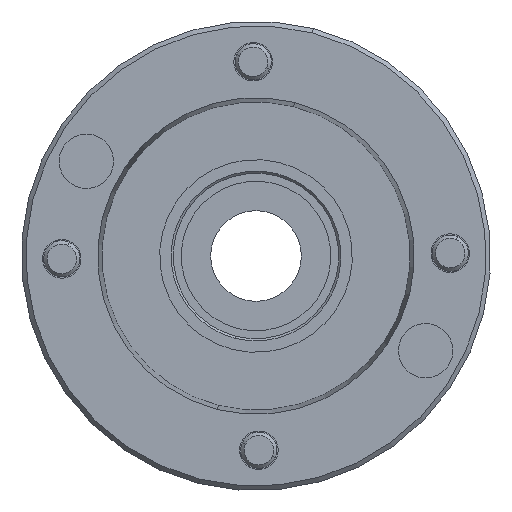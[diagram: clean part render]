
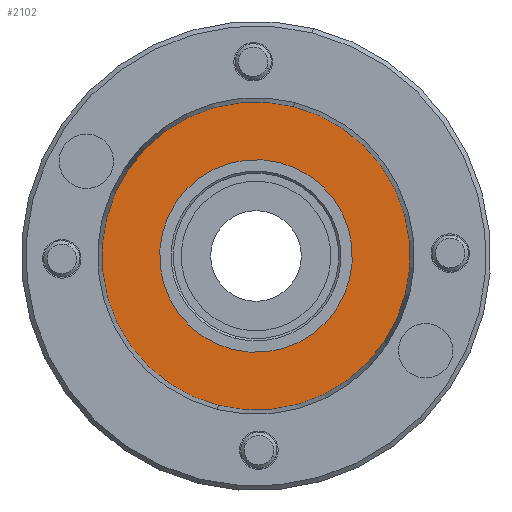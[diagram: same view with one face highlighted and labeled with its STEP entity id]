
A CAD part, left-side view. The second image highlights one B-rep face of the part: STEP entity #2102.
In plain terms, the highlighted planar face has unit normal (-1, 0, 0).
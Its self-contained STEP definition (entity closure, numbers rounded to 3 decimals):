
#118 = CIRCLE ( 'NONE', #176, 68. ) ;
#176 = AXIS2_PLACEMENT_3D ( 'NONE', #10131, #5388, #632 ) ;
#240 = DIRECTION ( 'NONE',  ( 0., 0., 1. ) ) ;
#546 = CARTESIAN_POINT ( 'NONE',  ( 18., 0., -42.5 ) ) ;
#632 = DIRECTION ( 'NONE',  ( 0., 0., 1. ) ) ;
#710 = EDGE_LOOP ( 'NONE', ( #1199, #8970 ) ) ;
#972 = CIRCLE ( 'NONE', #7694, 42.5 ) ;
#1016 = DIRECTION ( 'NONE',  ( -1., 0., 0. ) ) ;
#1199 = ORIENTED_EDGE ( 'NONE', *, *, #3746, .T. ) ;
#1410 = CARTESIAN_POINT ( 'NONE',  ( 18., 0., -68. ) ) ;
#2102 = ADVANCED_FACE ( 'NONE', ( #7061, #6796 ), #9756, .F. ) ;
#2803 = ORIENTED_EDGE ( 'NONE', *, *, #3426, .F. ) ;
#3289 = VERTEX_POINT ( 'NONE', #10004 ) ;
#3318 = DIRECTION ( 'NONE',  ( -1., 0., 0. ) ) ;
#3426 = EDGE_CURVE ( 'NONE', #9219, #3289, #6216, .T. ) ;
#3702 = CIRCLE ( 'NONE', #7775, 68. ) ;
#3746 = EDGE_CURVE ( 'NONE', #4751, #8617, #3702, .T. ) ;
#4144 = AXIS2_PLACEMENT_3D ( 'NONE', #6614, #8986, #4231 ) ;
#4231 = DIRECTION ( 'NONE',  ( 0., 0., -1. ) ) ;
#4751 = VERTEX_POINT ( 'NONE', #9722 ) ;
#4850 = EDGE_LOOP ( 'NONE', ( #5504, #2803 ) ) ;
#5015 = DIRECTION ( 'NONE',  ( -1., 0., 0. ) ) ;
#5117 = EDGE_CURVE ( 'NONE', #8617, #4751, #118, .T. ) ;
#5388 = DIRECTION ( 'NONE',  ( -1., 0., 0. ) ) ;
#5504 = ORIENTED_EDGE ( 'NONE', *, *, #9581, .F. ) ;
#5781 = CARTESIAN_POINT ( 'NONE',  ( 18., 0., 0. ) ) ;
#6216 = CIRCLE ( 'NONE', #6895, 42.5 ) ;
#6593 = DIRECTION ( 'NONE',  ( 0., 0., 1. ) ) ;
#6614 = CARTESIAN_POINT ( 'NONE',  ( 18., 68., 0. ) ) ;
#6796 = FACE_OUTER_BOUND ( 'NONE', #710, .T. ) ;
#6895 = AXIS2_PLACEMENT_3D ( 'NONE', #5781, #1016, #6593 ) ;
#7061 = FACE_BOUND ( 'NONE', #4850, .T. ) ;
#7694 = AXIS2_PLACEMENT_3D ( 'NONE', #8092, #3318, #8865 ) ;
#7775 = AXIS2_PLACEMENT_3D ( 'NONE', #9750, #5015, #240 ) ;
#8092 = CARTESIAN_POINT ( 'NONE',  ( 18., 0., 0. ) ) ;
#8617 = VERTEX_POINT ( 'NONE', #1410 ) ;
#8865 = DIRECTION ( 'NONE',  ( 0., 0., 1. ) ) ;
#8970 = ORIENTED_EDGE ( 'NONE', *, *, #5117, .T. ) ;
#8986 = DIRECTION ( 'NONE',  ( 1., 0., 0. ) ) ;
#9219 = VERTEX_POINT ( 'NONE', #546 ) ;
#9581 = EDGE_CURVE ( 'NONE', #3289, #9219, #972, .T. ) ;
#9722 = CARTESIAN_POINT ( 'NONE',  ( 18., 0., 68. ) ) ;
#9750 = CARTESIAN_POINT ( 'NONE',  ( 18., 0., 0. ) ) ;
#9756 = PLANE ( 'NONE',  #4144 ) ;
#10004 = CARTESIAN_POINT ( 'NONE',  ( 18., 0., 42.5 ) ) ;
#10131 = CARTESIAN_POINT ( 'NONE',  ( 18., 0., 0. ) ) ;
